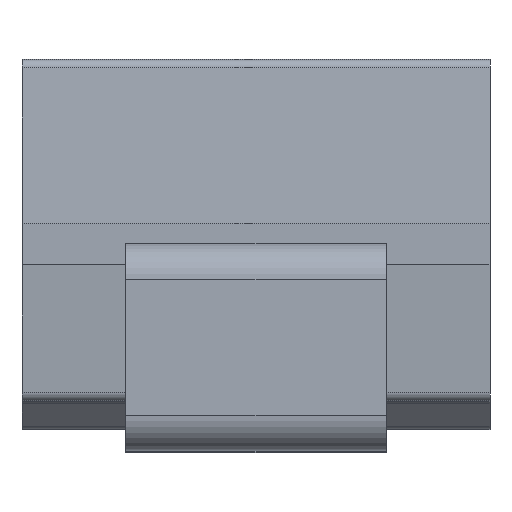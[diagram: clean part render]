
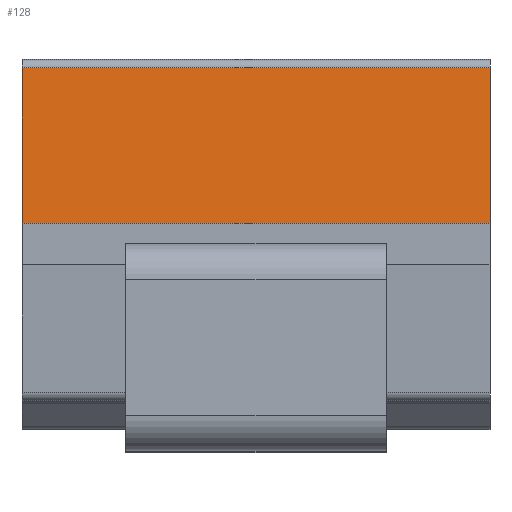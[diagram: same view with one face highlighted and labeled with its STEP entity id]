
A CAD part, top view. The second image highlights one B-rep face of the part: STEP entity #128.
In plain terms, the highlighted planar face has unit normal (0, 0.07, 0.998).
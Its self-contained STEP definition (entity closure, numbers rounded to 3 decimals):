
#128=ADVANCED_FACE('',(#269),#270,.T.);
#269=FACE_OUTER_BOUND('',#420,.T.);
#270=PLANE('',#421);
#420=EDGE_LOOP('',(#749,#750,#751,#752));
#421=AXIS2_PLACEMENT_3D('',#753,#754,#755);
#749=ORIENTED_EDGE('',*,*,#1063,.T.);
#750=ORIENTED_EDGE('',*,*,#1064,.F.);
#751=ORIENTED_EDGE('',*,*,#1065,.F.);
#752=ORIENTED_EDGE('',*,*,#1059,.T.);
#753=CARTESIAN_POINT('',(0.,1.7,2.12));
#754=DIRECTION('',(0.,0.07,0.998));
#755=DIRECTION('',(0.,-0.998,0.07));
#1059=EDGE_CURVE('',#1303,#1301,#1304,.T.);
#1063=EDGE_CURVE('',#1301,#1309,#1310,.T.);
#1064=EDGE_CURVE('',#1311,#1309,#1312,.T.);
#1065=EDGE_CURVE('',#1303,#1311,#1313,.T.);
#1301=VERTEX_POINT('',#1645);
#1303=VERTEX_POINT('',#1648);
#1304=LINE('',#1649,#1650);
#1309=VERTEX_POINT('',#1657);
#1310=LINE('',#1658,#1659);
#1311=VERTEX_POINT('',#1660);
#1312=LINE('',#1661,#1662);
#1313=LINE('',#1663,#1664);
#1645=CARTESIAN_POINT('',(2.605,1.268,2.15));
#1648=CARTESIAN_POINT('',(0.,1.268,2.15));
#1649=CARTESIAN_POINT('',(0.,1.268,2.15));
#1650=VECTOR('',#1911,1.0);
#1657=CARTESIAN_POINT('',(2.605,2.133,2.089));
#1658=CARTESIAN_POINT('',(2.605,1.268,2.15));
#1659=VECTOR('',#1914,1.);
#1660=CARTESIAN_POINT('',(0.,2.133,2.089));
#1661=CARTESIAN_POINT('',(0.,2.133,2.089));
#1662=VECTOR('',#1915,1.0);
#1663=CARTESIAN_POINT('',(0.,1.268,2.15));
#1664=VECTOR('',#1916,1.);
#1911=DIRECTION('',(1.0,0.0,0.));
#1914=DIRECTION('',(0.,0.998,-0.07));
#1915=DIRECTION('',(1.0,0.0,0.));
#1916=DIRECTION('',(0.,0.998,-0.07));
